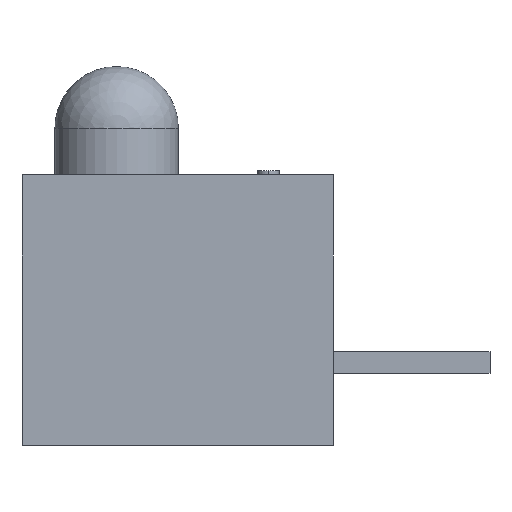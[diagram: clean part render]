
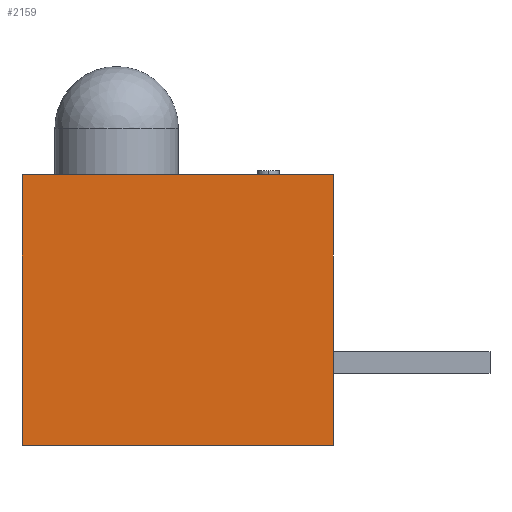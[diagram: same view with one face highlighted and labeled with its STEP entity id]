
A CAD part, left-side view. The second image highlights one B-rep face of the part: STEP entity #2159.
In plain terms, the highlighted planar face has unit normal (-1, 0, 0).
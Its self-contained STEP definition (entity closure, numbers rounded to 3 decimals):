
#2041 = VERTEX_POINT ( 'NONE', #10575 ) ;
#2079 = VERTEX_POINT ( 'NONE', #10658 ) ;
#2083 = EDGE_CURVE ( 'NONE', #2094, #2079, #10687, .T. ) ;
#2091 = EDGE_CURVE ( 'NONE', #2041, #2094, #10723, .T. ) ;
#2094 = VERTEX_POINT ( 'NONE', #10692 ) ;
#2114 = EDGE_LOOP ( 'NONE', ( #2118, #2158, #2160, #2161 ) ) ;
#2118 = ORIENTED_EDGE ( 'NONE', *, *, #2120, .T. ) ;
#2120 = EDGE_CURVE ( 'NONE', #2041, #2143, #10759, .T. ) ;
#2132 = EDGE_CURVE ( 'NONE', #2143, #2079, #10811, .T. ) ;
#2143 = VERTEX_POINT ( 'NONE', #10806 ) ;
#2158 = ORIENTED_EDGE ( 'NONE', *, *, #2132, .T. ) ;
#2159 = ADVANCED_FACE ( 'NONE', ( #10852 ), #10851, .T. ) ;
#2160 = ORIENTED_EDGE ( 'NONE', *, *, #2083, .F. ) ;
#2161 = ORIENTED_EDGE ( 'NONE', *, *, #2091, .F. ) ;
#10575 = CARTESIAN_POINT ( 'NONE',  ( -2.16, -3.65, -3.175 ) ) ;
#10658 = CARTESIAN_POINT ( 'NONE',  ( -2.16, 3.65, 3.175 ) ) ;
#10679 = DIRECTION ( 'NONE',  ( 0., 0., 1. ) ) ;
#10680 = VECTOR ( 'NONE', #10679, 1000. ) ;
#10681 = CARTESIAN_POINT ( 'NONE',  ( -2.16, 3.65, 0.764 ) ) ;
#10687 = LINE ( 'NONE', #10681, #10680 ) ;
#10692 = CARTESIAN_POINT ( 'NONE',  ( -2.16, 3.65, -3.175 ) ) ;
#10720 = DIRECTION ( 'NONE',  ( 0., 1., 0. ) ) ;
#10721 = VECTOR ( 'NONE', #10720, 1000. ) ;
#10722 = CARTESIAN_POINT ( 'NONE',  ( -2.16, -8.657, -3.175 ) ) ;
#10723 = LINE ( 'NONE', #10722, #10721 ) ;
#10757 = VECTOR ( 'NONE', #10797, 1000. ) ;
#10758 = CARTESIAN_POINT ( 'NONE',  ( -2.16, -3.65, 0.764 ) ) ;
#10759 = LINE ( 'NONE', #10758, #10757 ) ;
#10797 = DIRECTION ( 'NONE',  ( 0., 0., 1. ) ) ;
#10801 = AXIS2_PLACEMENT_3D ( 'NONE', #10878, #10877, #10876 ) ;
#10806 = CARTESIAN_POINT ( 'NONE',  ( -2.16, -3.65, 3.175 ) ) ;
#10807 = DIRECTION ( 'NONE',  ( 0., 1., 0. ) ) ;
#10808 = VECTOR ( 'NONE', #10807, 1000. ) ;
#10809 = CARTESIAN_POINT ( 'NONE',  ( -2.16, -8.657, 3.175 ) ) ;
#10811 = LINE ( 'NONE', #10809, #10808 ) ;
#10851 = PLANE ( 'NONE',  #10801 ) ;
#10852 = FACE_OUTER_BOUND ( 'NONE', #2114, .T. ) ;
#10876 = DIRECTION ( 'NONE',  ( 0., 0., 1. ) ) ;
#10877 = DIRECTION ( 'NONE',  ( -1., 0., 0. ) ) ;
#10878 = CARTESIAN_POINT ( 'NONE',  ( -2.16, -8.657, 0.764 ) ) ;
